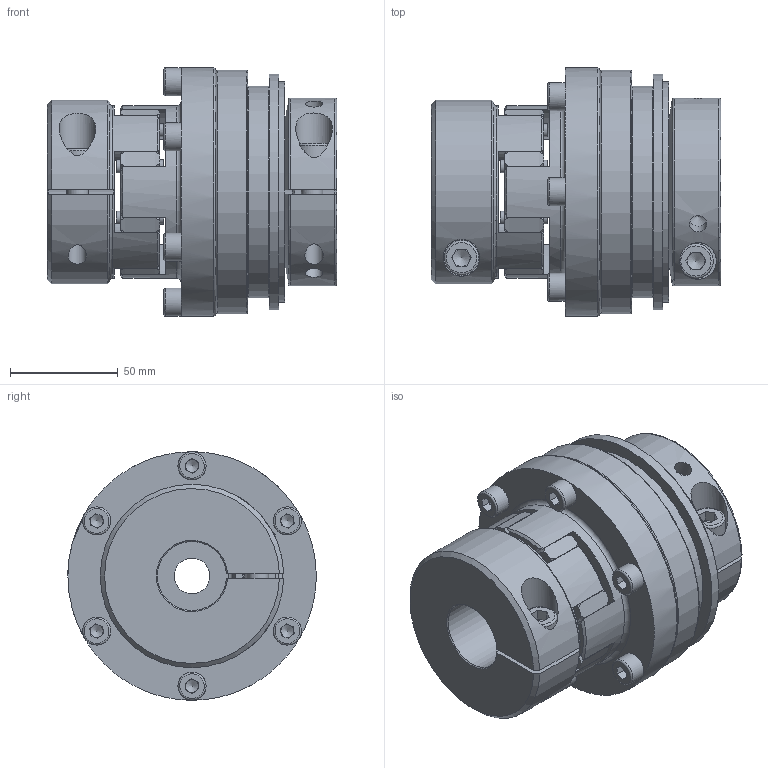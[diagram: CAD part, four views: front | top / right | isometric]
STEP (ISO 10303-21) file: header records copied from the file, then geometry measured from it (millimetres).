
FILE_DESCRIPTION( ( 'Unknown' ), '1' );
FILE_NAME( 'SKB-EK 330.stp', 'Unknown', ( 'Unknown' ), ( 'Unknown' ), 'PSStep 10.1', 'Unknown', ' ' );
FILE_SCHEMA( ( 'AUTOMOTIVE_DESIGN { 1 0 10303 214 1 1 1 1 }' ) );
Length unit declared in the file: millimetre
Products named in the file (1): kt100627
Bounding box: 134.1 x 114.99 x 115 mm (x, y, z)
Volume: 729164.9 mm3; surface area: 152461.4 mm2
Topology: 1 solids, 10 shells, 600 faces, 1676 edges, 1060 vertices
Faces by surface type: plane 236, cylinder 196, cone 96, torus 56, sphere 12, bspline 4
Full cylindrical faces by diameter (mm): 2.5 x2, 5 x1, 6 x8, 6.8 x6, 8 x9, 8.5 x2, 8.6 x6, 10 x2, 10.5 x1, 13 x6, 16 x1, 16.5 x1, 17 x1, 32 x1, 36 x1, 38 x2, 47.5 x1, 49 x1, 50 x2, 62 x1, 62.5 x2, 78.1 x2, 80 x1, 90 x3, 93.5 x1, 94 x1, 97.9 x1, 102 x1, 109 x1, 113 x1
Entity records: 25212 total; most frequent: CARTESIAN_POINT 5962, DIRECTION 3024, ORIENTED_EDGE 2924, EDGE_CURVE 1462, AXIS2_PLACEMENT_3D 1249, VERTEX_POINT 979, EDGE_LOOP 784, FACE_OUTER_BOUND 681
